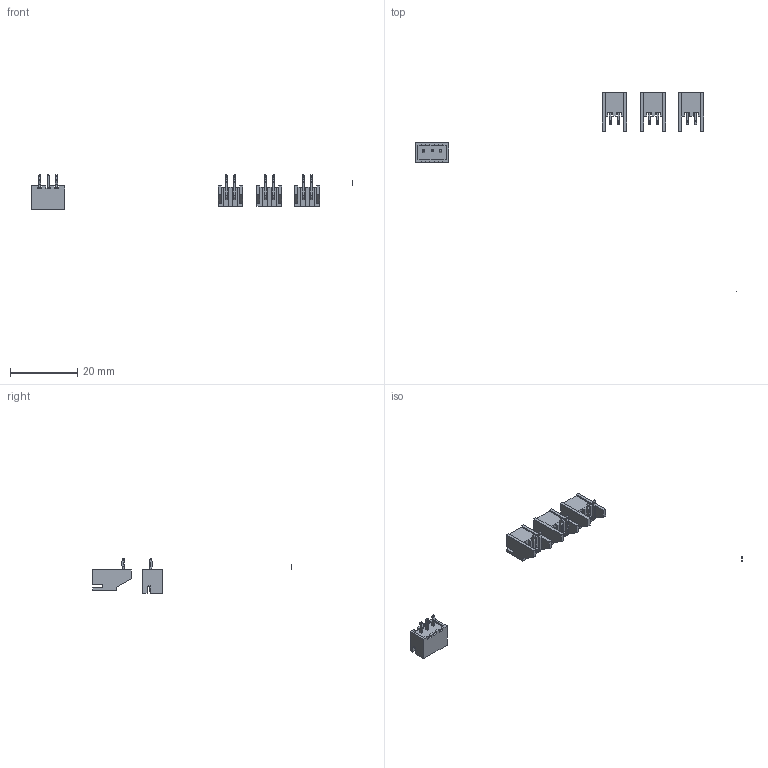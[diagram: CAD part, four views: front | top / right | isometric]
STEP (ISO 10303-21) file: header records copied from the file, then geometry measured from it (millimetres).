
FILE_DESCRIPTION(('Open CASCADE Model'),'2;1');
FILE_NAME('Open CASCADE Shape Model','2025-12-17T14:09:47',('Author'),( 'Open CASCADE'),'Open CASCADE STEP processor 7.5','Open CASCADE 7.5' ,'Unknown');
FILE_SCHEMA(('AUTOMOTIVE_DESIGN { 1 0 10303 214 1 1 1 1 }'));
Length unit declared in the file: millimetre
Products named in the file (12): PCB; Board; Open CASCADE STEP translator 7.5 5.1.1; sw7; 8762996400; SxB-XH-A_2; pin^SxB-XH-A ass_bent; sw6; sw2; Hall; 8762996160; BxB-XH-A_03
Assembly tree (14 placements, depth 4):
  PCB
    Board
      Open CASCADE STEP translator 7.5 5.1.1
    sw7
      8762996400
        SxB-XH-A_2
        pin^SxB-XH-A ass_bent  x2
    sw6
      8762996400
        SxB-XH-A_2
        pin^SxB-XH-A ass_bent  x2
    sw2
      8762996400
        SxB-XH-A_2
        pin^SxB-XH-A ass_bent  x2
    Hall
      8762996160
        BxB-XH-A_03
Bounding box: 95.53 x 59.23 x 10.4 mm (x, y, z)
Volume: 768.8 mm3; surface area: 2168.2 mm2
Topology: 14 solids, 14 shells, 610 faces, 1490 edges, 908 vertices
Faces by surface type: plane 513, cylinder 97
Entity records: 8279 total; most frequent: CARTESIAN_POINT 1422, ORIENTED_EDGE 1384, DIRECTION 1332, EDGE_CURVE 692, LINE 616, VECTOR 616, VERTEX_POINT 436, AXIS2_PLACEMENT_3D 358
